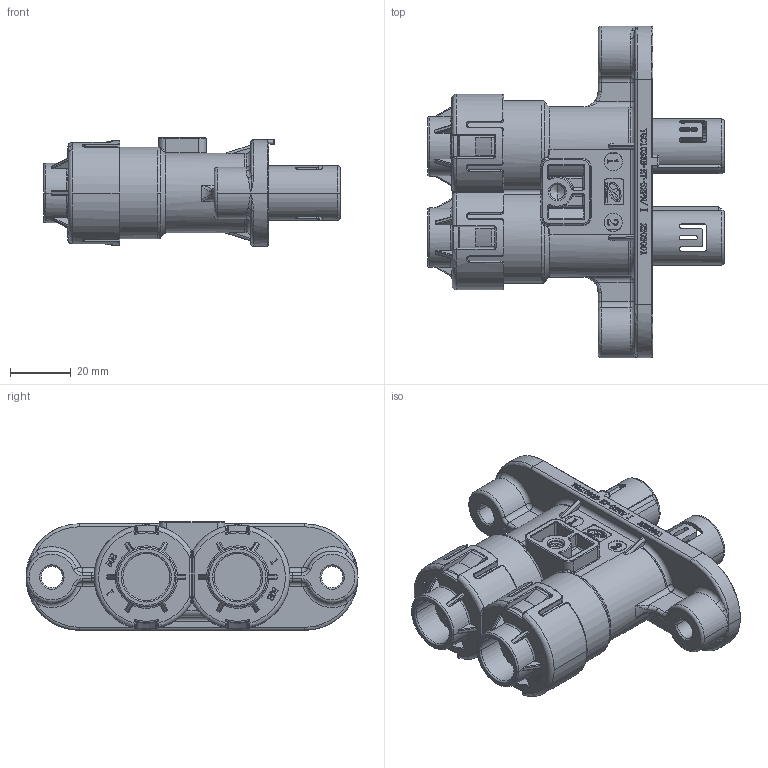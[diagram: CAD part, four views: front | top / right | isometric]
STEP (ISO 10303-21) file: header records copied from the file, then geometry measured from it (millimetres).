
FILE_DESCRIPTION (( 'STEP AP214' ), '1' );
FILE_NAME ('YGC1033B-EV-S2PN-¢ñ²åÍ·.STEP', '2023-03-14T02:35:13', ( 'yguser' ), ( 'ygkj' ), 'SwSTEP 2.0', 'SolidWorks 2018', '' );
FILE_SCHEMA (( 'AUTOMOTIVE_DESIGN' ));
Length unit declared in the file: millimetre
Products named in the file (1): YGC1033B-EV-S2PN-ｉ脣芛
Bounding box: 97.5 x 109 x 35.7 mm (x, y, z)
Volume: 104502.2 mm3; surface area: 40984.6 mm2
Topology: 1 solids, 4 shells, 2457 faces, 6631 edges, 4220 vertices
Faces by surface type: plane 1087, cylinder 517, bspline 445, torus 267, cone 127, sphere 14
Entity records: 99311 total; most frequent: CARTESIAN_POINT 40961, ORIENTED_EDGE 13186, DIRECTION 10715, EDGE_CURVE 6593, VERTEX_POINT 4220, VECTOR 3637, LINE 3637, AXIS2_PLACEMENT_3D 3539
